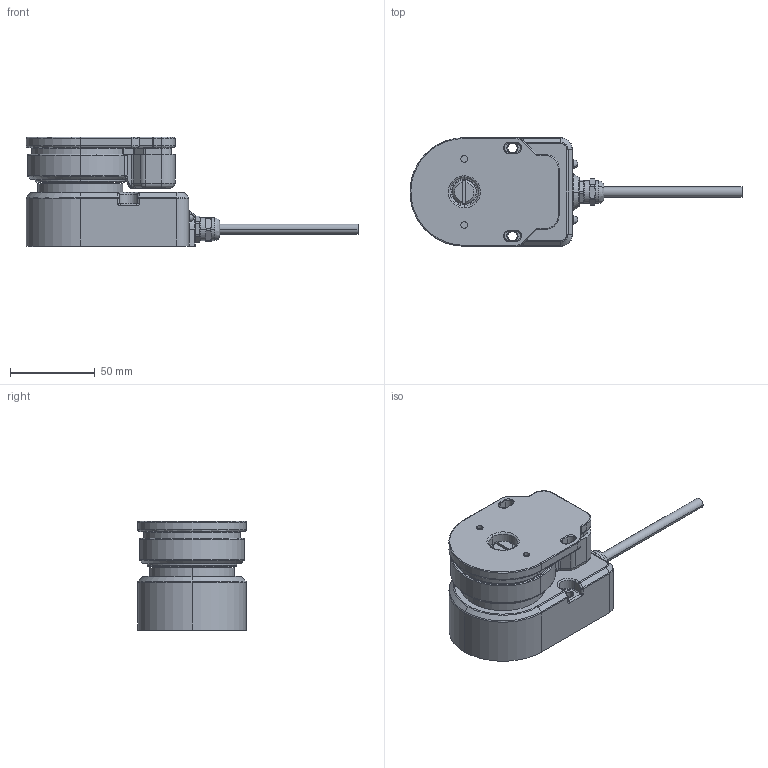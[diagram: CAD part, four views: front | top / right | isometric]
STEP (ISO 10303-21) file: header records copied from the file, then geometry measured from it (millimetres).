
FILE_DESCRIPTION (( 'STEP AP214' ), '1' );
FILE_NAME ('MGL-2M-M-465006.step', '2017-09-27T13:52:47', ( '' ), ( '' ), 'SwSTEP 2.0', 'SolidWorks 2017', '' );
FILE_SCHEMA (( 'AUTOMOTIVE_DESIGN' ));
Length unit declared in the file: inch
Products named in the file (3): MGL-2M-M-465006_2; MGL-2M-M-465006; MGL-2M-M-465006_1
Assembly tree (2 placements, depth 2):
  MGL-2M-M-465006
    MGL-2M-M-465006_1
    MGL-2M-M-465006_2
Bounding box: 196 x 64 x 64.5 mm (x, y, z)
Volume: 203553.7 mm3; surface area: 109415.3 mm2
Topology: 20 solids, 20 shells, 1852 faces, 4444 edges, 2622 vertices
Faces by surface type: cylinder 786, bspline 474, plane 454, cone 138
Entity records: 68433 total; most frequent: CARTESIAN_POINT 27569, ORIENTED_EDGE 8742, DIRECTION 8362, EDGE_CURVE 4371, AXIS2_PLACEMENT_3D 3245, VERTEX_POINT 2622, EDGE_LOOP 1983, VECTOR 1872
